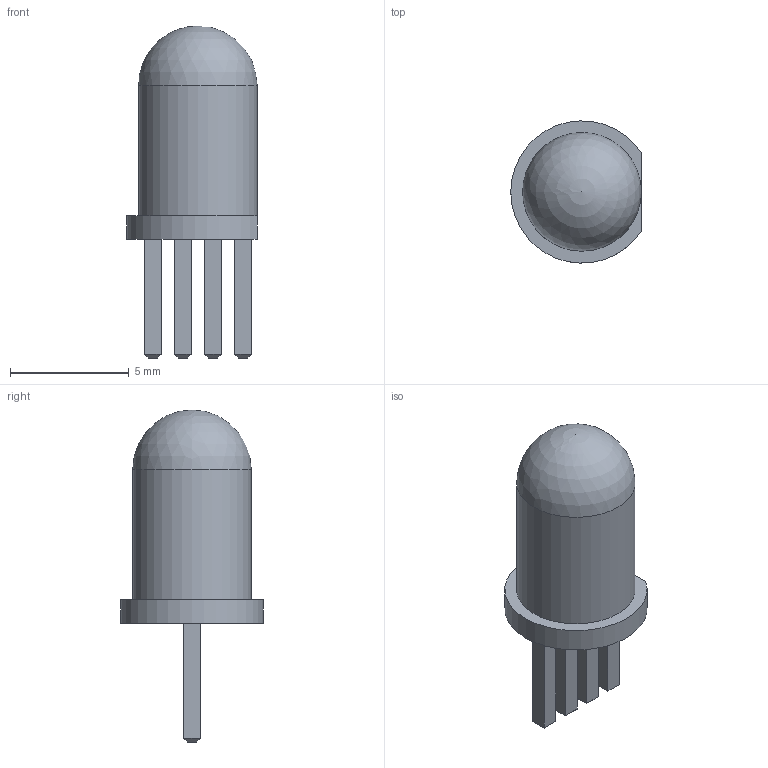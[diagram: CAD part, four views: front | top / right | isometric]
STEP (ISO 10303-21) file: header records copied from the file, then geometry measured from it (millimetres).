
FILE_DESCRIPTION(/* description */ (''),/* implementation_level */ '2;1');
FILE_NAME(/* name */ 'LED L9823-F5 v2.step',/* time_stamp */ '2020-03-07T10:06:40+01:00',/* author */ (''),/* organization */ (''),/* preprocessor_version */ 'ST-DEVELOPER v18',/* originating_system */ 'Autodesk Translation Framework v8.12.0.6',/* authorisation */ '');
FILE_SCHEMA (('AUTOMOTIVE_DESIGN { 1 0 10303 214 3 1 1 }'));
Length unit declared in the file: millimetre
Products named in the file (2): LED L9823-F5; Component1
Assembly tree (1 placements, depth 2):
  LED L9823-F5
    Component1
Bounding box: 5.5 x 6 x 14 mm (x, y, z)
Volume: 177.6 mm3; surface area: 237.8 mm2
Topology: 5 solids, 5 shells, 46 faces, 93 edges, 56 vertices
Faces by surface type: plane 43, cylinder 2, sphere 1
Full cylindrical faces by diameter (mm): 5 x1
Entity records: 1210 total; most frequent: CARTESIAN_POINT 197, DIRECTION 196, ORIENTED_EDGE 184, EDGE_CURVE 92, LINE 86, VECTOR 86, VERTEX_POINT 56, AXIS2_PLACEMENT_3D 55
